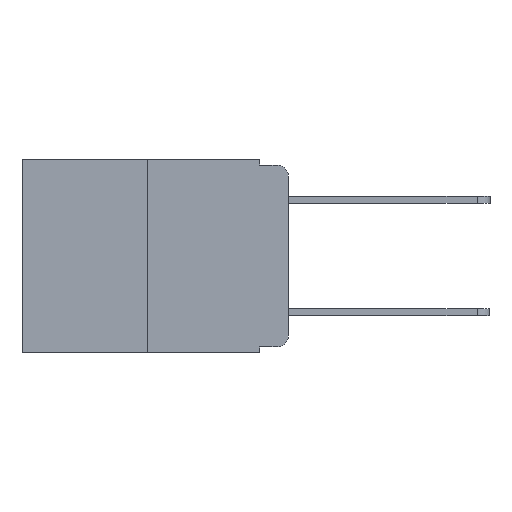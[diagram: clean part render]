
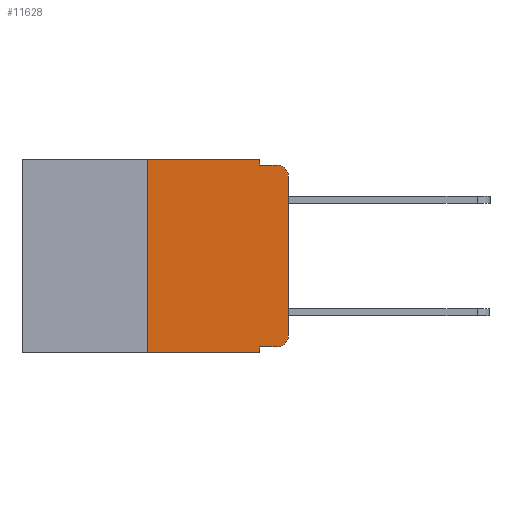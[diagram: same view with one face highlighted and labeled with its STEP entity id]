
A CAD part, left-side view. The second image highlights one B-rep face of the part: STEP entity #11628.
In plain terms, the highlighted planar face has unit normal (-1, 0, 0).
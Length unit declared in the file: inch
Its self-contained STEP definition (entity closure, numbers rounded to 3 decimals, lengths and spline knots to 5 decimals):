
#149 = CARTESIAN_POINT ( 'NONE',  ( 0., 0.02, -0.03 ) ) ;
#518 = CARTESIAN_POINT ( 'NONE',  ( 0., 0.25, -0.343 ) ) ;
#881 = ORIENTED_EDGE ( 'NONE', *, *, #1055, .F. ) ;
#1055 = EDGE_CURVE ( 'NONE', #4902, #7363, #7832, .T. ) ;
#1189 = AXIS2_PLACEMENT_3D ( 'NONE', #149, #5541, #7241 ) ;
#1195 = CARTESIAN_POINT ( 'NONE',  ( 0., 0.02, -0.01 ) ) ;
#1511 = VECTOR ( 'NONE', #7732, 39.37008 ) ;
#1561 = ORIENTED_EDGE ( 'NONE', *, *, #3514, .T. ) ;
#1567 = CARTESIAN_POINT ( 'NONE',  ( 0., 0.473, 0. ) ) ;
#1721 = LINE ( 'NONE', #7833, #9092 ) ;
#1731 = ORIENTED_EDGE ( 'NONE', *, *, #3658, .T. ) ;
#1937 = ORIENTED_EDGE ( 'NONE', *, *, #3127, .F. ) ;
#2353 = VERTEX_POINT ( 'NONE', #9130 ) ;
#2744 = EDGE_LOOP ( 'NONE', ( #9123, #1731, #3511, #881, #1937, #8532, #5476, #11720, #1561, #7126 ) ) ;
#2973 = LINE ( 'NONE', #10306, #7922 ) ;
#3000 = CARTESIAN_POINT ( 'NONE',  ( 0., 0.051, -0.01 ) ) ;
#3122 = EDGE_CURVE ( 'NONE', #7822, #9732, #1721, .T. ) ;
#3127 = EDGE_CURVE ( 'NONE', #9732, #4902, #10947, .T. ) ;
#3221 = VERTEX_POINT ( 'NONE', #1195 ) ;
#3256 = FACE_OUTER_BOUND ( 'NONE', #2744, .T. ) ;
#3350 = AXIS2_PLACEMENT_3D ( 'NONE', #4492, #10493, #5524 ) ;
#3466 = EDGE_CURVE ( 'NONE', #9648, #8085, #11693, .T. ) ;
#3500 = EDGE_CURVE ( 'NONE', #2353, #9164, #5247, .T. ) ;
#3511 = ORIENTED_EDGE ( 'NONE', *, *, #6843, .F. ) ;
#3514 = EDGE_CURVE ( 'NONE', #9648, #5321, #8947, .T. ) ;
#3658 = EDGE_CURVE ( 'NONE', #9164, #3221, #10717, .T. ) ;
#3960 = DIRECTION ( 'NONE',  ( 0., 0., -1. ) ) ;
#4130 = VECTOR ( 'NONE', #10227, 39.37008 ) ;
#4392 = CARTESIAN_POINT ( 'NONE',  ( 0., 0.473, 0. ) ) ;
#4492 = CARTESIAN_POINT ( 'NONE',  ( 0., 0.02, -0.313 ) ) ;
#4817 = CARTESIAN_POINT ( 'NONE',  ( 0., 0.051, -0.333 ) ) ;
#4891 = CIRCLE ( 'NONE', #3350, 0.02 ) ;
#4902 = VERTEX_POINT ( 'NONE', #6622 ) ;
#4907 = DIRECTION ( 'NONE',  ( 0., 0., 1. ) ) ;
#4945 = EDGE_CURVE ( 'NONE', #5321, #2353, #4891, .T. ) ;
#5109 = DIRECTION ( 'NONE',  ( 0., -1., 0. ) ) ;
#5247 = LINE ( 'NONE', #7840, #1511 ) ;
#5321 = VERTEX_POINT ( 'NONE', #9755 ) ;
#5421 = DIRECTION ( 'NONE',  ( 0., 0., -1. ) ) ;
#5446 = VECTOR ( 'NONE', #9405, 39.37008 ) ;
#5476 = ORIENTED_EDGE ( 'NONE', *, *, #7422, .T. ) ;
#5524 = DIRECTION ( 'NONE',  ( 0., 0., -1. ) ) ;
#5541 = DIRECTION ( 'NONE',  ( -1., 0., 0. ) ) ;
#5755 = LINE ( 'NONE', #8658, #5446 ) ;
#5791 = CARTESIAN_POINT ( 'NONE',  ( 0., 0.051, 0. ) ) ;
#5927 = CARTESIAN_POINT ( 'NONE',  ( 0., 0.051, -0.343 ) ) ;
#6622 = CARTESIAN_POINT ( 'NONE',  ( 0., 0.051, 0. ) ) ;
#6843 = EDGE_CURVE ( 'NONE', #7363, #3221, #5755, .T. ) ;
#7111 = CARTESIAN_POINT ( 'NONE',  ( 0., 0.051, 0. ) ) ;
#7126 = ORIENTED_EDGE ( 'NONE', *, *, #4945, .T. ) ;
#7214 = CARTESIAN_POINT ( 'NONE',  ( 0., 0., -0.03 ) ) ;
#7241 = DIRECTION ( 'NONE',  ( 0., 0., -1. ) ) ;
#7363 = VERTEX_POINT ( 'NONE', #3000 ) ;
#7422 = EDGE_CURVE ( 'NONE', #7822, #8085, #2973, .T. ) ;
#7732 = DIRECTION ( 'NONE',  ( 0., 0., 1. ) ) ;
#7822 = VERTEX_POINT ( 'NONE', #518 ) ;
#7832 = LINE ( 'NONE', #7111, #9078 ) ;
#7833 = CARTESIAN_POINT ( 'NONE',  ( 0., 0.25, 0. ) ) ;
#7840 = CARTESIAN_POINT ( 'NONE',  ( 0., 0., 0. ) ) ;
#7922 = VECTOR ( 'NONE', #10996, 39.37008 ) ;
#7969 = DIRECTION ( 'NONE',  ( 0., 0., -1. ) ) ;
#8085 = VERTEX_POINT ( 'NONE', #5927 ) ;
#8225 = CARTESIAN_POINT ( 'NONE',  ( 0., 0.051, -0.333 ) ) ;
#8532 = ORIENTED_EDGE ( 'NONE', *, *, #3122, .F. ) ;
#8658 = CARTESIAN_POINT ( 'NONE',  ( 0., 0.051, -0.01 ) ) ;
#8947 = LINE ( 'NONE', #4817, #11039 ) ;
#8997 = PLANE ( 'NONE',  #9205 ) ;
#9078 = VECTOR ( 'NONE', #7969, 39.37008 ) ;
#9092 = VECTOR ( 'NONE', #4907, 39.37008 ) ;
#9123 = ORIENTED_EDGE ( 'NONE', *, *, #3500, .T. ) ;
#9130 = CARTESIAN_POINT ( 'NONE',  ( 0., 0., -0.313 ) ) ;
#9164 = VERTEX_POINT ( 'NONE', #7214 ) ;
#9205 = AXIS2_PLACEMENT_3D ( 'NONE', #4392, #10426, #5421 ) ;
#9405 = DIRECTION ( 'NONE',  ( 0., -1., 0. ) ) ;
#9639 = VECTOR ( 'NONE', #3960, 39.37008 ) ;
#9648 = VERTEX_POINT ( 'NONE', #8225 ) ;
#9732 = VERTEX_POINT ( 'NONE', #11158 ) ;
#9755 = CARTESIAN_POINT ( 'NONE',  ( 0., 0.02, -0.333 ) ) ;
#10227 = DIRECTION ( 'NONE',  ( 0., -1., 0. ) ) ;
#10306 = CARTESIAN_POINT ( 'NONE',  ( 0., 0.473, -0.343 ) ) ;
#10426 = DIRECTION ( 'NONE',  ( 1., 0., 0. ) ) ;
#10493 = DIRECTION ( 'NONE',  ( -1., 0., 0. ) ) ;
#10717 = CIRCLE ( 'NONE', #1189, 0.02 ) ;
#10947 = LINE ( 'NONE', #1567, #4130 ) ;
#10996 = DIRECTION ( 'NONE',  ( 0., -1., 0. ) ) ;
#11039 = VECTOR ( 'NONE', #5109, 39.37008 ) ;
#11158 = CARTESIAN_POINT ( 'NONE',  ( 0., 0.25, 0. ) ) ;
#11628 = ADVANCED_FACE ( 'NONE', ( #3256 ), #8997, .F. ) ;
#11693 = LINE ( 'NONE', #5791, #9639 ) ;
#11720 = ORIENTED_EDGE ( 'NONE', *, *, #3466, .F. ) ;
